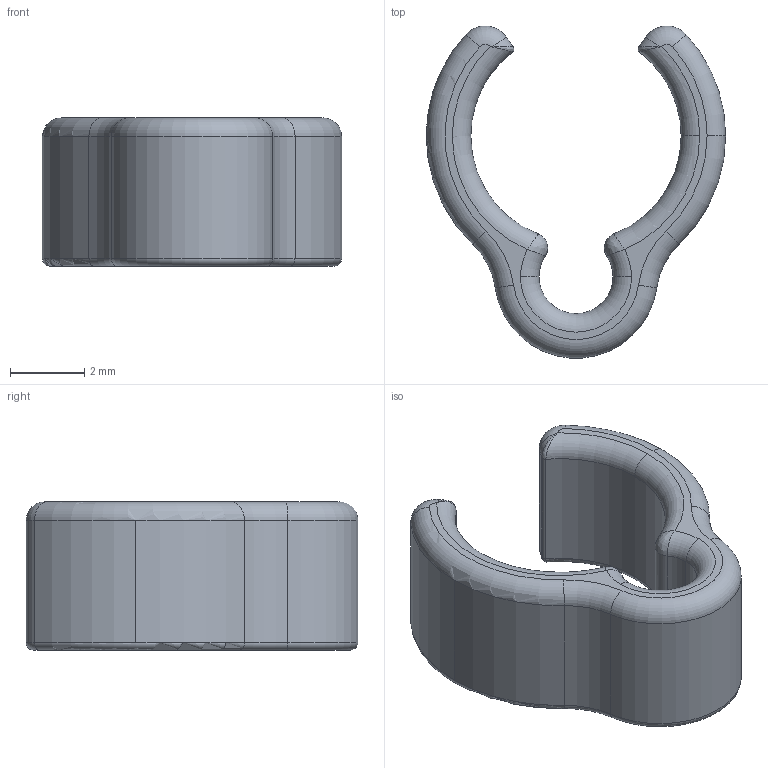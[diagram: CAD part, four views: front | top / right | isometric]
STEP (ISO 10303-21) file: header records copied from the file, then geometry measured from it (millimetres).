
FILE_DESCRIPTION (( 'STEP AP214' ), '1' );
FILE_NAME ('錨璃338.STEP', '2023-01-12T04:15:05', ( 'Windows User' ), ( 'P R C' ), 'SwSTEP 2.0', 'SolidWorks 2022', '' );
FILE_SCHEMA (( 'AUTOMOTIVE_DESIGN' ));
Length unit declared in the file: millimetre
Products named in the file (1): 零件338
Bounding box: 8.08 x 8.96 x 4 mm (x, y, z)
Volume: 96.9 mm3; surface area: 208.1 mm2
Topology: 1 solids, 1 shells, 68 faces, 159 edges, 87 vertices
Faces by surface type: torus 32, cylinder 24, bspline 8, plane 4
Entity records: 2170 total; most frequent: CARTESIAN_POINT 603, DIRECTION 368, ORIENTED_EDGE 306, AXIS2_PLACEMENT_3D 170, EDGE_CURVE 153, CIRCLE 109, VERTEX_POINT 87, EDGE_LOOP 68
